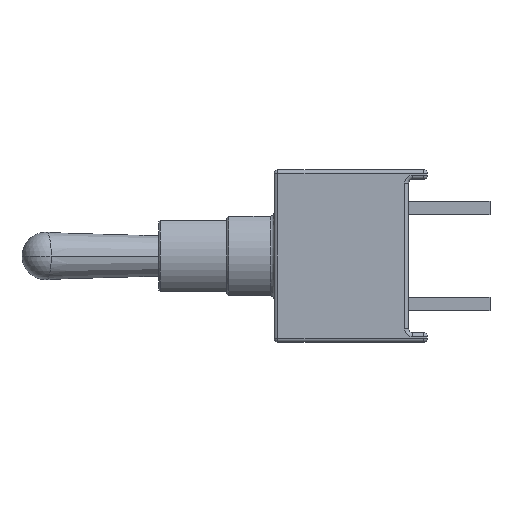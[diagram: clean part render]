
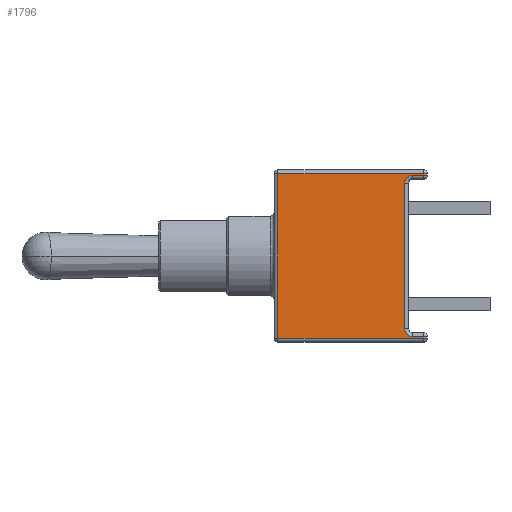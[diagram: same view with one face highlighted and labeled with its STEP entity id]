
A CAD part, left-side view. The second image highlights one B-rep face of the part: STEP entity #1796.
In plain terms, the highlighted planar face has unit normal (-1, 0, 0).
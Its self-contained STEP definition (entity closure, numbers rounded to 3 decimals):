
#107 = DIRECTION ( 'NONE',  ( -1., 0., 0. ) ) ;
#144 = AXIS2_PLACEMENT_3D ( 'NONE', #2945, #3768, #2994 ) ;
#219 = CARTESIAN_POINT ( 'NONE',  ( -4.05, 0., 4.25 ) ) ;
#263 = LINE ( 'NONE', #219, #2405 ) ;
#298 = LINE ( 'NONE', #5144, #3604 ) ;
#322 = CARTESIAN_POINT ( 'NONE',  ( -4.05, 1.2, 4.05 ) ) ;
#345 = CARTESIAN_POINT ( 'NONE',  ( -4.05, 7.9, -4.35 ) ) ;
#354 = ORIENTED_EDGE ( 'NONE', *, *, #3213, .T. ) ;
#404 = VECTOR ( 'NONE', #2772, 1000. ) ;
#427 = CARTESIAN_POINT ( 'NONE',  ( -4.05, 0., 4.35 ) ) ;
#461 = VERTEX_POINT ( 'NONE', #3765 ) ;
#678 = VERTEX_POINT ( 'NONE', #2049 ) ;
#699 = CARTESIAN_POINT ( 'NONE',  ( -4.05, 1., -4.25 ) ) ;
#707 = ORIENTED_EDGE ( 'NONE', *, *, #885, .T. ) ;
#731 = DIRECTION ( 'NONE',  ( 0., 0., 1. ) ) ;
#795 = CARTESIAN_POINT ( 'NONE',  ( -4.05, 7.9, 4.35 ) ) ;
#816 = LINE ( 'NONE', #427, #404 ) ;
#885 = EDGE_CURVE ( 'NONE', #1324, #3949, #1110, .T. ) ;
#890 = CARTESIAN_POINT ( 'NONE',  ( -4.05, 0.8, 3.85 ) ) ;
#923 = DIRECTION ( 'NONE',  ( 0., 0., 1. ) ) ;
#974 = ORIENTED_EDGE ( 'NONE', *, *, #1346, .F. ) ;
#1022 = VERTEX_POINT ( 'NONE', #3663 ) ;
#1089 = LINE ( 'NONE', #2684, #4785 ) ;
#1110 = LINE ( 'NONE', #699, #4764 ) ;
#1275 = ORIENTED_EDGE ( 'NONE', *, *, #3023, .T. ) ;
#1324 = VERTEX_POINT ( 'NONE', #3010 ) ;
#1346 = EDGE_CURVE ( 'NONE', #1022, #2587, #3340, .T. ) ;
#1482 = ORIENTED_EDGE ( 'NONE', *, *, #1560, .T. ) ;
#1508 = DIRECTION ( 'NONE',  ( 0., 0., 1. ) ) ;
#1525 = DIRECTION ( 'NONE',  ( 0., 0., 1. ) ) ;
#1538 = LINE ( 'NONE', #4388, #4293 ) ;
#1560 = EDGE_CURVE ( 'NONE', #1022, #678, #263, .T. ) ;
#1576 = CARTESIAN_POINT ( 'NONE',  ( -4.05, 0.2, 4.35 ) ) ;
#1666 = CIRCLE ( 'NONE', #3510, 0.4 ) ;
#1713 = VERTEX_POINT ( 'NONE', #795 ) ;
#1796 = ADVANCED_FACE ( 'NONE', ( #2200 ), #3800, .T. ) ;
#1807 = AXIS2_PLACEMENT_3D ( 'NONE', #890, #107, #923 ) ;
#2049 = CARTESIAN_POINT ( 'NONE',  ( -4.05, 0.2, 4.25 ) ) ;
#2127 = VERTEX_POINT ( 'NONE', #1576 ) ;
#2200 = FACE_OUTER_BOUND ( 'NONE', #3651, .T. ) ;
#2400 = EDGE_CURVE ( 'NONE', #1713, #4043, #1089, .T. ) ;
#2405 = VECTOR ( 'NONE', #4684, 1000. ) ;
#2587 = VERTEX_POINT ( 'NONE', #3129 ) ;
#2597 = VECTOR ( 'NONE', #3063, 1000. ) ;
#2629 = ORIENTED_EDGE ( 'NONE', *, *, #4092, .T. ) ;
#2684 = CARTESIAN_POINT ( 'NONE',  ( -4.05, 7.9, 4.55 ) ) ;
#2772 = DIRECTION ( 'NONE',  ( 0., 1., 0. ) ) ;
#2945 = CARTESIAN_POINT ( 'NONE',  ( -4.05, 0., 4.55 ) ) ;
#2994 = DIRECTION ( 'NONE',  ( 0., 0., 1. ) ) ;
#3010 = CARTESIAN_POINT ( 'NONE',  ( -4.05, 0.2, -4.25 ) ) ;
#3023 = EDGE_CURVE ( 'NONE', #678, #2127, #298, .T. ) ;
#3063 = DIRECTION ( 'NONE',  ( 0., -1., 0. ) ) ;
#3129 = CARTESIAN_POINT ( 'NONE',  ( -4.05, 1.2, 3.85 ) ) ;
#3133 = CARTESIAN_POINT ( 'NONE',  ( -4.05, 0., -4.35 ) ) ;
#3213 = EDGE_CURVE ( 'NONE', #3733, #1324, #1538, .T. ) ;
#3340 = CIRCLE ( 'NONE', #1807, 0.4 ) ;
#3465 = LINE ( 'NONE', #322, #4283 ) ;
#3510 = AXIS2_PLACEMENT_3D ( 'NONE', #4799, #5108, #3603 ) ;
#3600 = EDGE_CURVE ( 'NONE', #461, #3949, #1666, .T. ) ;
#3603 = DIRECTION ( 'NONE',  ( 0., 0., 1. ) ) ;
#3604 = VECTOR ( 'NONE', #1508, 1000. ) ;
#3651 = EDGE_LOOP ( 'NONE', ( #354, #707, #5096, #2629, #974, #1482, #1275, #4896, #4080, #3842 ) ) ;
#3663 = CARTESIAN_POINT ( 'NONE',  ( -4.05, 0.8, 4.25 ) ) ;
#3733 = VERTEX_POINT ( 'NONE', #4425 ) ;
#3765 = CARTESIAN_POINT ( 'NONE',  ( -4.05, 1.2, -3.85 ) ) ;
#3768 = DIRECTION ( 'NONE',  ( -1., 0., 0. ) ) ;
#3772 = CARTESIAN_POINT ( 'NONE',  ( -4.05, 0.8, -4.25 ) ) ;
#3800 = PLANE ( 'NONE',  #144 ) ;
#3842 = ORIENTED_EDGE ( 'NONE', *, *, #4516, .T. ) ;
#3949 = VERTEX_POINT ( 'NONE', #3772 ) ;
#4043 = VERTEX_POINT ( 'NONE', #345 ) ;
#4080 = ORIENTED_EDGE ( 'NONE', *, *, #2400, .T. ) ;
#4092 = EDGE_CURVE ( 'NONE', #461, #2587, #3465, .T. ) ;
#4283 = VECTOR ( 'NONE', #1525, 1000. ) ;
#4287 = LINE ( 'NONE', #3133, #2597 ) ;
#4293 = VECTOR ( 'NONE', #731, 1000. ) ;
#4388 = CARTESIAN_POINT ( 'NONE',  ( -4.05, 0.2, 4.55 ) ) ;
#4425 = CARTESIAN_POINT ( 'NONE',  ( -4.05, 0.2, -4.35 ) ) ;
#4516 = EDGE_CURVE ( 'NONE', #4043, #3733, #4287, .T. ) ;
#4668 = EDGE_CURVE ( 'NONE', #2127, #1713, #816, .T. ) ;
#4670 = DIRECTION ( 'NONE',  ( 0., 0., -1. ) ) ;
#4684 = DIRECTION ( 'NONE',  ( 0., -1., 0. ) ) ;
#4764 = VECTOR ( 'NONE', #5116, 1000. ) ;
#4785 = VECTOR ( 'NONE', #4670, 1000. ) ;
#4799 = CARTESIAN_POINT ( 'NONE',  ( -4.05, 0.8, -3.85 ) ) ;
#4896 = ORIENTED_EDGE ( 'NONE', *, *, #4668, .T. ) ;
#5096 = ORIENTED_EDGE ( 'NONE', *, *, #3600, .F. ) ;
#5108 = DIRECTION ( 'NONE',  ( -1., 0., 0. ) ) ;
#5116 = DIRECTION ( 'NONE',  ( 0., 1., 0. ) ) ;
#5144 = CARTESIAN_POINT ( 'NONE',  ( -4.05, 0.2, 4.55 ) ) ;
